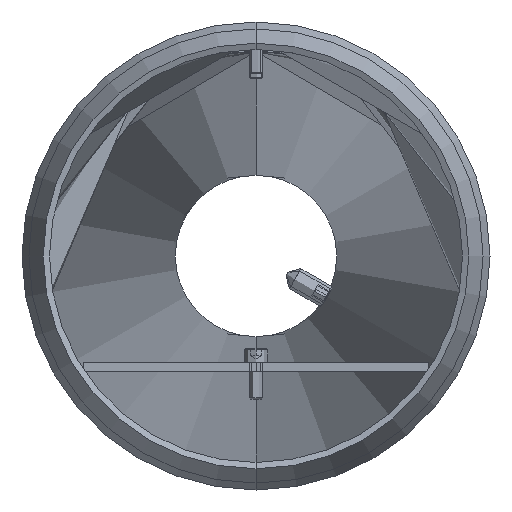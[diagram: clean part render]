
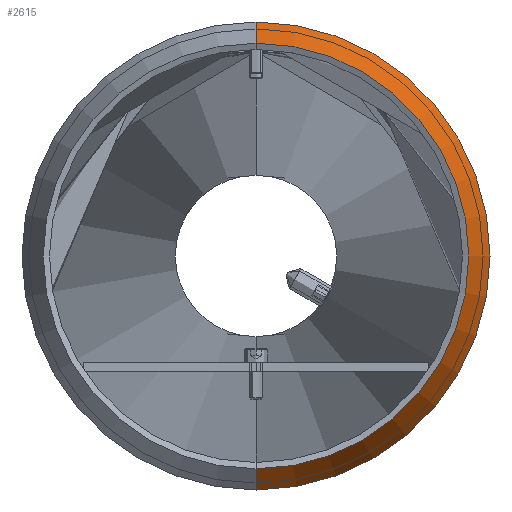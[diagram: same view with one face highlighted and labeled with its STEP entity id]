
A CAD part, front view. The second image highlights one B-rep face of the part: STEP entity #2615.
In plain terms, the highlighted conical face has half-angle 24.708 degrees and reference radius 101.5 mm.
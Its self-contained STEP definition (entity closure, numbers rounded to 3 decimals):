
#119 = VERTEX_POINT ( 'NONE', #3922 ) ;
#179 = VERTEX_POINT ( 'NONE', #4681 ) ;
#182 = CIRCLE ( 'NONE', #3312, 92.297 ) ;
#543 = FACE_OUTER_BOUND ( 'NONE', #3757, .T. ) ;
#723 = CARTESIAN_POINT ( 'NONE',  ( 0., 20., 101.5 ) ) ;
#746 = DIRECTION ( 'NONE',  ( 0., 0.908, 0.418 ) ) ;
#844 = ORIENTED_EDGE ( 'NONE', *, *, #3700, .F. ) ;
#1025 = CIRCLE ( 'NONE', #4786, 101.5 ) ;
#1033 = EDGE_CURVE ( 'NONE', #179, #4148, #2535, .T. ) ;
#1186 = VECTOR ( 'NONE', #746, 1000. ) ;
#1436 = ORIENTED_EDGE ( 'NONE', *, *, #3617, .T. ) ;
#1802 = LINE ( 'NONE', #2189, #4169 ) ;
#1974 = DIRECTION ( 'NONE',  ( 0., 1., 0. ) ) ;
#2182 = AXIS2_PLACEMENT_3D ( 'NONE', #3994, #1974, #4664 ) ;
#2183 = ORIENTED_EDGE ( 'NONE', *, *, #3352, .T. ) ;
#2189 = CARTESIAN_POINT ( 'NONE',  ( 0., 20., -101.5 ) ) ;
#2477 = DIRECTION ( 'NONE',  ( 0., -1., 0. ) ) ;
#2535 = LINE ( 'NONE', #723, #1186 ) ;
#2615 = ADVANCED_FACE ( 'NONE', ( #543 ), #4165, .T. ) ;
#2631 = VERTEX_POINT ( 'NONE', #3161 ) ;
#3161 = CARTESIAN_POINT ( 'NONE',  ( 0., 20., -101.5 ) ) ;
#3312 = AXIS2_PLACEMENT_3D ( 'NONE', #3416, #4606, #3460 ) ;
#3352 = EDGE_CURVE ( 'NONE', #2631, #4148, #1025, .T. ) ;
#3416 = CARTESIAN_POINT ( 'NONE',  ( 0., 0., 0. ) ) ;
#3460 = DIRECTION ( 'NONE',  ( 0., 0., -1. ) ) ;
#3586 = DIRECTION ( 'NONE',  ( 0., 0., -1. ) ) ;
#3617 = EDGE_CURVE ( 'NONE', #119, #2631, #1802, .T. ) ;
#3654 = ORIENTED_EDGE ( 'NONE', *, *, #1033, .F. ) ;
#3700 = EDGE_CURVE ( 'NONE', #119, #179, #182, .T. ) ;
#3757 = EDGE_LOOP ( 'NONE', ( #844, #1436, #2183, #3654 ) ) ;
#3922 = CARTESIAN_POINT ( 'NONE',  ( 0., 0., -92.297 ) ) ;
#3938 = CARTESIAN_POINT ( 'NONE',  ( 0., 20., 0. ) ) ;
#3994 = CARTESIAN_POINT ( 'NONE',  ( 0., 20., 0. ) ) ;
#4130 = CARTESIAN_POINT ( 'NONE',  ( 0., 20., 101.5 ) ) ;
#4148 = VERTEX_POINT ( 'NONE', #4130 ) ;
#4165 = CONICAL_SURFACE ( 'NONE', #2182, 101.5, 0.431 ) ;
#4169 = VECTOR ( 'NONE', #4801, 1000. ) ;
#4606 = DIRECTION ( 'NONE',  ( 0., -1., 0. ) ) ;
#4664 = DIRECTION ( 'NONE',  ( 0., 0., 1. ) ) ;
#4681 = CARTESIAN_POINT ( 'NONE',  ( 0., 0., 92.297 ) ) ;
#4786 = AXIS2_PLACEMENT_3D ( 'NONE', #3938, #2477, #3586 ) ;
#4801 = DIRECTION ( 'NONE',  ( 0., 0.908, -0.418 ) ) ;
